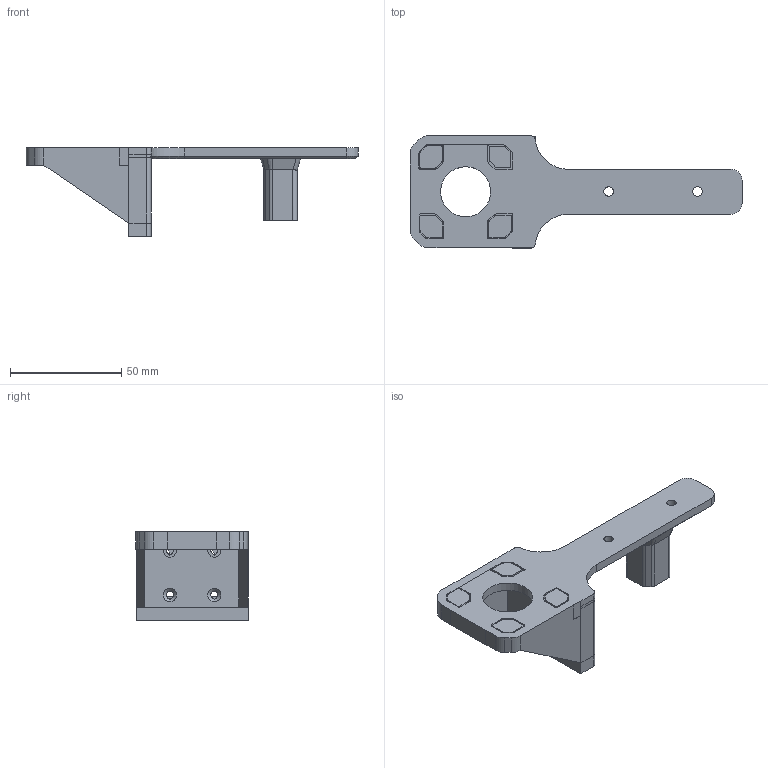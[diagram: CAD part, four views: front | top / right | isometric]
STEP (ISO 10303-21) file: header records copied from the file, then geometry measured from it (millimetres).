
FILE_DESCRIPTION(/* description */ (''),/* implementation_level */ '2;1');
FILE_NAME(/* name */ 'Motor Side x Rail Bracket.step',/* time_stamp */ '2025-05-17T21:07:25-04:00',/* author */ (''),/* organization */ (''),/* preprocessor_version */ 'ST-DEVELOPER v20.1',/* originating_system */ 'Autodesk Translation Framework v14.4.0.0',/* authorisation */ '');
FILE_SCHEMA (('AUTOMOTIVE_DESIGN { 1 0 10303 214 3 1 1 }'));
Length unit declared in the file: millimetre
Products named in the file (2): x Axis Mount outside Rail; Usable Carraige Cover
Assembly tree (1 placements, depth 2):
  x Axis Mount outside Rail
    Usable Carraige Cover
Bounding box: 149.36 x 50.45 x 40 mm (x, y, z)
Volume: 44423.4 mm3; surface area: 26550.4 mm2
Topology: 12 solids, 12 shells, 344 faces, 921 edges, 601 vertices
Faces by surface type: plane 236, cylinder 95, cone 13
Full cylindrical faces by diameter (mm): 3.5 x4, 4.25 x2, 4.3 x3, 22.5 x1
Entity records: 10780 total; most frequent: CARTESIAN_POINT 1898, ORIENTED_EDGE 1840, DIRECTION 1818, EDGE_CURVE 920, LINE 692, VECTOR 692, VERTEX_POINT 601, AXIS2_PLACEMENT_3D 563
